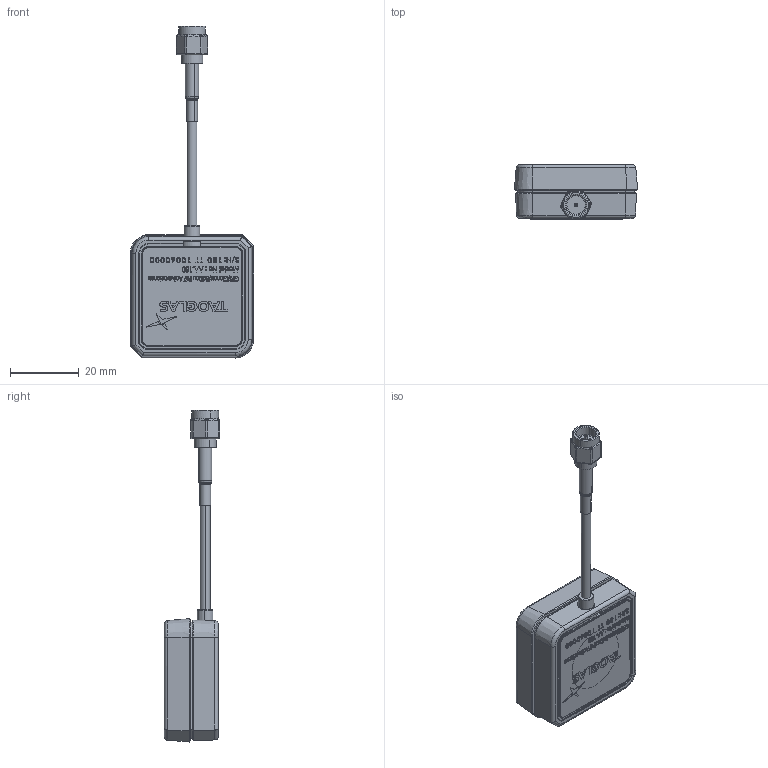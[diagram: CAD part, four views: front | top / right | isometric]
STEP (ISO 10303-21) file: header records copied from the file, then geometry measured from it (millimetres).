
FILE_DESCRIPTION (( 'STEP AP214' ), '1' );
FILE_NAME ('AA.180.501111_web.STEP', '2022-03-14T14:22:29', ( '' ), ( '' ), 'SwSTEP 2.0', 'SolidWorks 2018', '' );
FILE_SCHEMA (( 'AUTOMOTIVE_DESIGN' ));
Length unit declared in the file: millimetre
Products named in the file (1): AA.180.501111_web
Bounding box: 35.74 x 16 x 96.23 mm (x, y, z)
Surface area: 6551.8 mm2 (no closed solid volume)
Topology: 0 solids, 87 shells, 914 faces, 3005 edges, 2175 vertices
Faces by surface type: plane 479, bspline 282, cylinder 95, torus 22, cone 22, sphere 14
Entity records: 59436 total; most frequent: CARTESIAN_POINT 26388, ORIENTED_EDGE 4457, DIRECTION 3696, EDGE_CURVE 2997, VERTEX_POINT 2171, LINE 2038, VECTOR 2038, EDGE_LOOP 962
